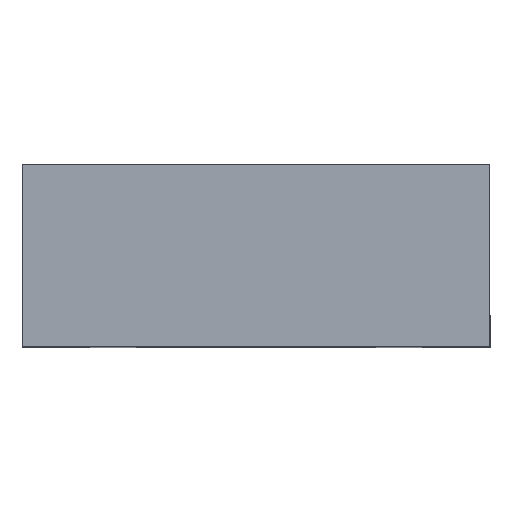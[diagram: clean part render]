
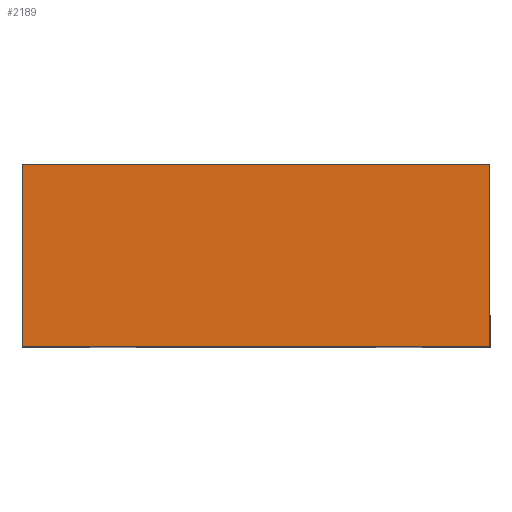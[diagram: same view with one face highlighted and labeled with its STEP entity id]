
A CAD part, top view. The second image highlights one B-rep face of the part: STEP entity #2189.
In plain terms, the highlighted planar face has unit normal (0, 0, 1).
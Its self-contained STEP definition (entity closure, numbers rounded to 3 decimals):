
#13 = DIRECTION ( 'NONE',  ( 1., 0., 0. ) ) ;
#122 = CARTESIAN_POINT ( 'NONE',  ( -1.22, 0., 1.22 ) ) ;
#223 = LINE ( 'NONE', #393, #1979 ) ;
#238 = CARTESIAN_POINT ( 'NONE',  ( -1.22, 0., 1.22 ) ) ;
#273 = VECTOR ( 'NONE', #2166, 1000. ) ;
#393 = CARTESIAN_POINT ( 'NONE',  ( -1.22, 0.95, 1.22 ) ) ;
#471 = CARTESIAN_POINT ( 'NONE',  ( -1.22, 0.95, 1.22 ) ) ;
#563 = VECTOR ( 'NONE', #1344, 1000. ) ;
#618 = VECTOR ( 'NONE', #1950, 1000. ) ;
#783 = VERTEX_POINT ( 'NONE', #2056 ) ;
#926 = EDGE_CURVE ( 'NONE', #1653, #2237, #1503, .T. ) ;
#1068 = ORIENTED_EDGE ( 'NONE', *, *, #1230, .F. ) ;
#1085 = CARTESIAN_POINT ( 'NONE',  ( 1.22, 0., 1.22 ) ) ;
#1131 = CARTESIAN_POINT ( 'NONE',  ( 1.22, 0.95, 1.22 ) ) ;
#1230 = EDGE_CURVE ( 'NONE', #783, #1653, #223, .T. ) ;
#1285 = DIRECTION ( 'NONE',  ( 0., 0., -1. ) ) ;
#1344 = DIRECTION ( 'NONE',  ( 0., -1., 0. ) ) ;
#1392 = FACE_OUTER_BOUND ( 'NONE', #1796, .T. ) ;
#1453 = ORIENTED_EDGE ( 'NONE', *, *, #2417, .T. ) ;
#1463 = LINE ( 'NONE', #471, #563 ) ;
#1503 = LINE ( 'NONE', #2386, #273 ) ;
#1610 = AXIS2_PLACEMENT_3D ( 'NONE', #2348, #1285, #2374 ) ;
#1653 = VERTEX_POINT ( 'NONE', #1131 ) ;
#1796 = EDGE_LOOP ( 'NONE', ( #1798, #1899, #1068, #1453 ) ) ;
#1798 = ORIENTED_EDGE ( 'NONE', *, *, #2358, .T. ) ;
#1878 = LINE ( 'NONE', #238, #618 ) ;
#1899 = ORIENTED_EDGE ( 'NONE', *, *, #926, .F. ) ;
#1933 = PLANE ( 'NONE',  #1610 ) ;
#1950 = DIRECTION ( 'NONE',  ( 1., 0., 0. ) ) ;
#1979 = VECTOR ( 'NONE', #13, 1000. ) ;
#2056 = CARTESIAN_POINT ( 'NONE',  ( -1.22, 0.95, 1.22 ) ) ;
#2166 = DIRECTION ( 'NONE',  ( 0., -1., 0. ) ) ;
#2189 = ADVANCED_FACE ( 'NONE', ( #1392 ), #1933, .F. ) ;
#2237 = VERTEX_POINT ( 'NONE', #1085 ) ;
#2348 = CARTESIAN_POINT ( 'NONE',  ( -1.22, 0.95, 1.22 ) ) ;
#2358 = EDGE_CURVE ( 'NONE', #2601, #2237, #1878, .T. ) ;
#2374 = DIRECTION ( 'NONE',  ( -1., 0., 0. ) ) ;
#2386 = CARTESIAN_POINT ( 'NONE',  ( 1.22, 0.95, 1.22 ) ) ;
#2417 = EDGE_CURVE ( 'NONE', #783, #2601, #1463, .T. ) ;
#2601 = VERTEX_POINT ( 'NONE', #122 ) ;
